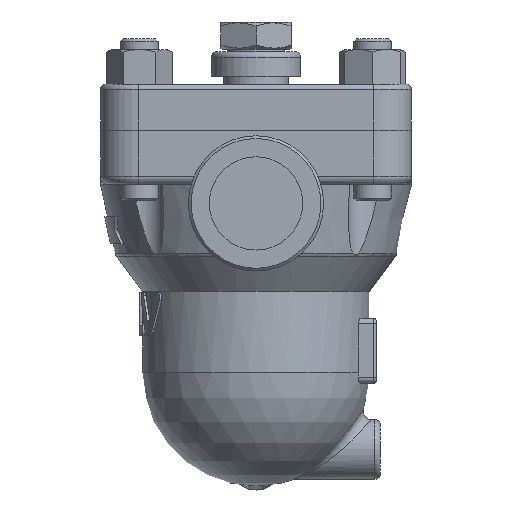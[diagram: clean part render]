
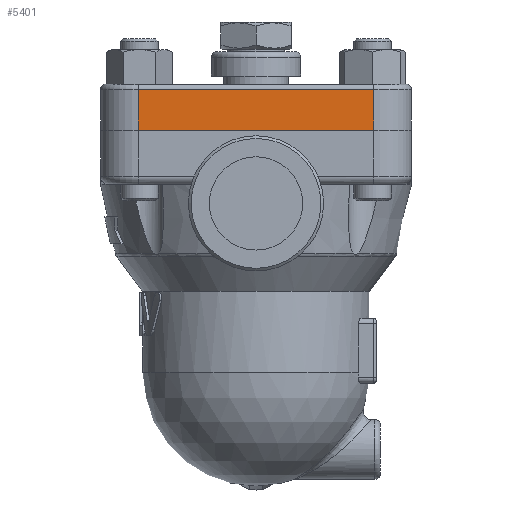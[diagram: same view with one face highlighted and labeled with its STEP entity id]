
A CAD part, left-side view. The second image highlights one B-rep face of the part: STEP entity #5401.
In plain terms, the highlighted planar face has unit normal (-1, 0, 0).
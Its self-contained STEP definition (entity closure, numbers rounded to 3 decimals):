
#4548=CARTESIAN_POINT('',(-57.5,-43.5,35.1));
#4549=VERTEX_POINT('',#4548);
#4582=CARTESIAN_POINT('',(-57.5,43.5,35.1));
#4583=VERTEX_POINT('',#4582);
#4591=CARTESIAN_POINT('',(-57.5,43.5,35.1));
#4592=DIRECTION('',(0.0,-1.0,0.0));
#4593=VECTOR('',#4592,87.);
#4594=LINE('',#4591,#4593);
#4595=EDGE_CURVE('',#4583,#4549,#4594,.T.);
#5279=CARTESIAN_POINT('',(-57.5,-43.5,20.1));
#5280=VERTEX_POINT('',#5279);
#5290=CARTESIAN_POINT('',(-57.5,43.5,20.1));
#5291=VERTEX_POINT('',#5290);
#5292=CARTESIAN_POINT('',(-57.5,43.5,20.1));
#5293=DIRECTION('',(0.0,-1.0,0.0));
#5294=VECTOR('',#5293,87.);
#5295=LINE('',#5292,#5294);
#5296=EDGE_CURVE('',#5291,#5280,#5295,.T.);
#5380=CARTESIAN_POINT('',(-57.5,-43.5,20.1));
#5381=DIRECTION('',(-1.0,0.0,0.0));
#5382=DIRECTION('',(0.0,0.0,1.0));
#5383=AXIS2_PLACEMENT_3D('',#5380,#5381,#5382);
#5384=PLANE('',#5383);
#5385=ORIENTED_EDGE('',*,*,#4595,.F.);
#5386=CARTESIAN_POINT('',(-57.5,43.5,20.1));
#5387=DIRECTION('',(0.0,0.0,1.0));
#5388=VECTOR('',#5387,15.);
#5389=LINE('',#5386,#5388);
#5390=EDGE_CURVE('',#5291,#4583,#5389,.T.);
#5391=ORIENTED_EDGE('',*,*,#5390,.F.);
#5392=ORIENTED_EDGE('',*,*,#5296,.T.);
#5393=CARTESIAN_POINT('',(-57.5,-43.5,20.1));
#5394=DIRECTION('',(0.0,0.0,1.0));
#5395=VECTOR('',#5394,15.);
#5396=LINE('',#5393,#5395);
#5397=EDGE_CURVE('',#5280,#4549,#5396,.T.);
#5398=ORIENTED_EDGE('',*,*,#5397,.T.);
#5399=EDGE_LOOP('',(#5385,#5391,#5392,#5398));
#5400=FACE_OUTER_BOUND('',#5399,.T.);
#5401=ADVANCED_FACE('',(#5400),#5384,.T.);
